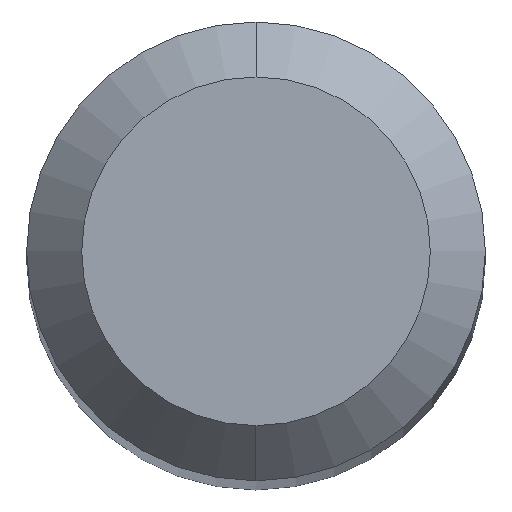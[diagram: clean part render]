
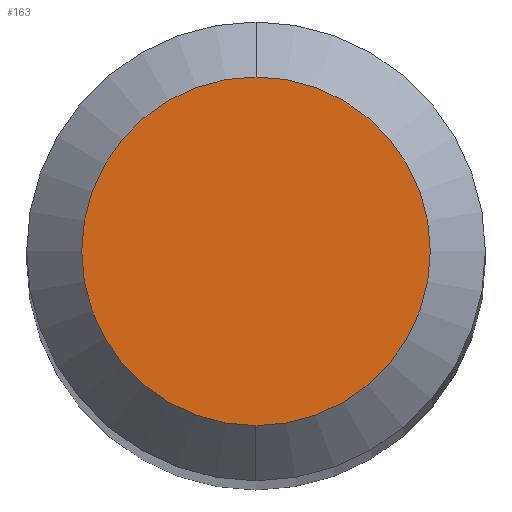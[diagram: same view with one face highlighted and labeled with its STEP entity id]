
A CAD part, top view. The second image highlights one B-rep face of the part: STEP entity #163.
In plain terms, the highlighted planar face has unit normal (0, 0, 1).
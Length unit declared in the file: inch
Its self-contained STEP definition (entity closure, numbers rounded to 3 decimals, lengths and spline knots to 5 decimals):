
#48 = DIRECTION ( 'NONE',  ( 0., 0., -1. ) ) ;
#55 = DIRECTION ( 'NONE',  ( 0., -1., 0. ) ) ;
#64 = VERTEX_POINT ( 'NONE', #238 ) ;
#92 = CIRCLE ( 'NONE', #335, 0.0475 ) ;
#134 = ORIENTED_EDGE ( 'NONE', *, *, #439, .T. ) ;
#153 = VERTEX_POINT ( 'NONE', #210 ) ;
#161 = FACE_OUTER_BOUND ( 'NONE', #169, .T. ) ;
#163 = ADVANCED_FACE ( 'NONE', ( #161 ), #492, .F. ) ;
#164 = CIRCLE ( 'NONE', #456, 0.0475 ) ;
#169 = EDGE_LOOP ( 'NONE', ( #134, #337 ) ) ;
#171 = DIRECTION ( 'NONE',  ( 0., 0., 1. ) ) ;
#210 = CARTESIAN_POINT ( 'NONE',  ( 0., -0.0475, 0. ) ) ;
#235 = AXIS2_PLACEMENT_3D ( 'NONE', #249, #48, #322 ) ;
#238 = CARTESIAN_POINT ( 'NONE',  ( 0., 0.0475, 0. ) ) ;
#249 = CARTESIAN_POINT ( 'NONE',  ( 0., 0.0475, 0. ) ) ;
#305 = EDGE_CURVE ( 'NONE', #153, #64, #92, .T. ) ;
#316 = DIRECTION ( 'NONE',  ( 0., -1., 0. ) ) ;
#322 = DIRECTION ( 'NONE',  ( 0., 1., 0. ) ) ;
#335 = AXIS2_PLACEMENT_3D ( 'NONE', #508, #385, #55 ) ;
#337 = ORIENTED_EDGE ( 'NONE', *, *, #305, .T. ) ;
#385 = DIRECTION ( 'NONE',  ( 0., 0., 1. ) ) ;
#388 = CARTESIAN_POINT ( 'NONE',  ( 0., 0., 0. ) ) ;
#439 = EDGE_CURVE ( 'NONE', #64, #153, #164, .T. ) ;
#456 = AXIS2_PLACEMENT_3D ( 'NONE', #388, #171, #316 ) ;
#492 = PLANE ( 'NONE',  #235 ) ;
#508 = CARTESIAN_POINT ( 'NONE',  ( 0., 0., 0. ) ) ;
